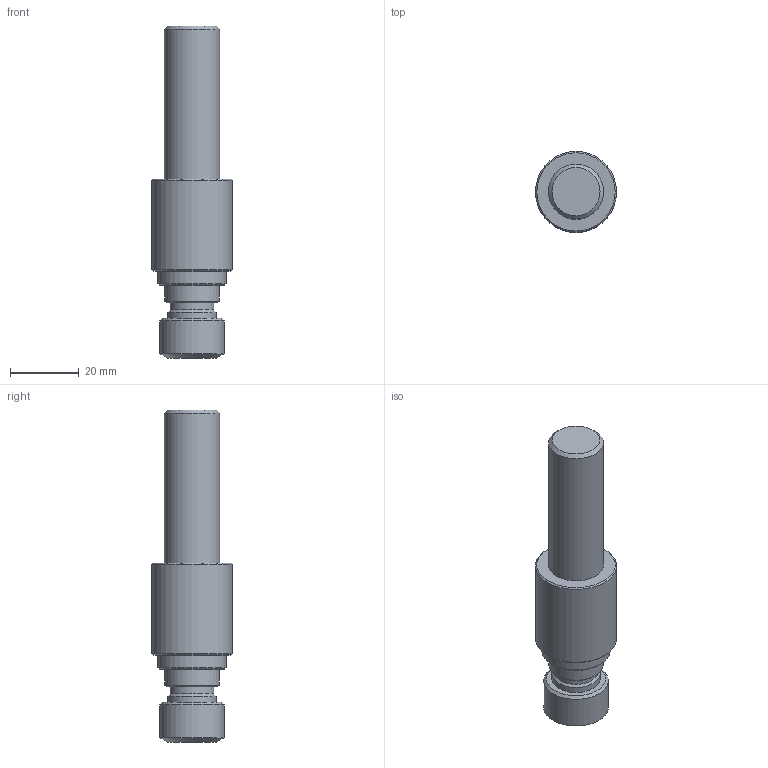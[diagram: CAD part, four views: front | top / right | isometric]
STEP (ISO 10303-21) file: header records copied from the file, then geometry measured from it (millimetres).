
FILE_DESCRIPTION(/* description */ (''),/* implementation_level */ '2;1');
FILE_NAME(/* name */ '1525683538260.stp',/* time_stamp */ '2018-05-07T10:59:08+02:00',/* author */ (''),/* organization */ ('SMS'),/* preprocessor_version */ 'ST-DEVELOPER v15',/* originating_system */ 'SIEMENS PLM Software NX 8.5',/* authorisation */ '');
FILE_SCHEMA (('AUTOMOTIVE_DESIGN { 1 0 10303 214 3 1 1 1 }'));
Length unit declared in the file: millimetre
Products named in the file (1): 112029251mod000_00
Bounding box: 23.51 x 23.51 x 96.38 mm (x, y, z)
Volume: 26455.4 mm3; surface area: 6543.4 mm2
Topology: 1 solids, 1 shells, 22 faces, 36 edges, 24 vertices
Faces by surface type: cone 8, plane 7, cylinder 7
Full cylindrical faces by diameter (mm): 12.7 x1, 13.995 x1, 15.766 x1, 15.994 x1, 18.72 x1, 19.865 x1, 23.508 x1
Entity records: 503 total; most frequent: DIRECTION 94, CARTESIAN_POINT 71, AXIS2_PLACEMENT_3D 47, EDGE_LOOP 42, ORIENTED_EDGE 42, FACE_BOUND 40, ADVANCED_FACE 22, VERTEX_POINT 21
